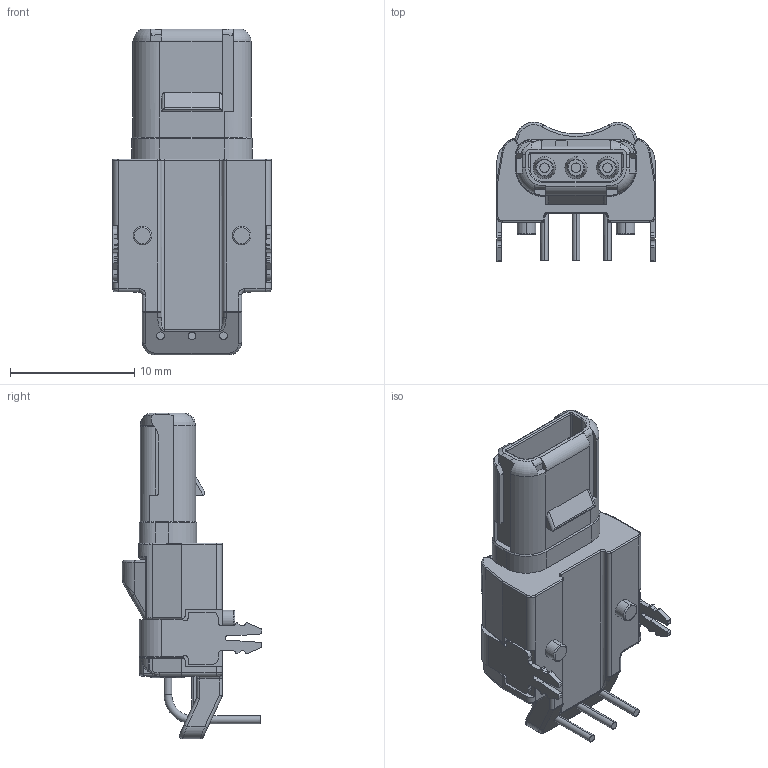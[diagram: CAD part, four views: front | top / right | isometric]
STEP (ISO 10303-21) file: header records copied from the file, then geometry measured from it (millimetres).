
FILE_DESCRIPTION((''),'2;1');
FILE_NAME('C-YD369-G33-DP400000','2017-04-03T',('workeradm'),('Tyco Electronics Ltd.'),'CREO PARAMETRIC BY PTC INC, 2016050','CREO PARAMETRIC BY PTC INC, 2016050','');
FILE_SCHEMA(('AUTOMOTIVE_DESIGN { 1 0 10303 214 1 1 1 1 }'));
Length unit declared in the file: millimetre
Products named in the file (1): C-YD369-G33-DP400000
Bounding box: 12.8 x 11.24 x 26.25 mm (x, y, z)
Volume: 1273.9 mm3; surface area: 1275.2 mm2
Topology: 1 solids, 1 shells, 574 faces, 1492 edges, 929 vertices
Faces by surface type: cylinder 233, plane 217, torus 68, bspline 28, sphere 18, cone 10
Entity records: 24024 total; most frequent: CARTESIAN_POINT 5260, DIRECTION 3006, ORIENTED_EDGE 2984, PRESENTATION_STYLE_ASSIGNMENT 1493, STYLED_ITEM 1493, CURVE_STYLE 1492, EDGE_CURVE 1492, AXIS2_PLACEMENT_3D 1118
